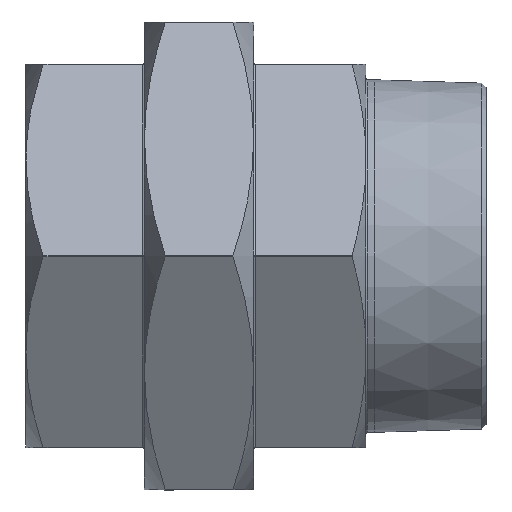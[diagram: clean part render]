
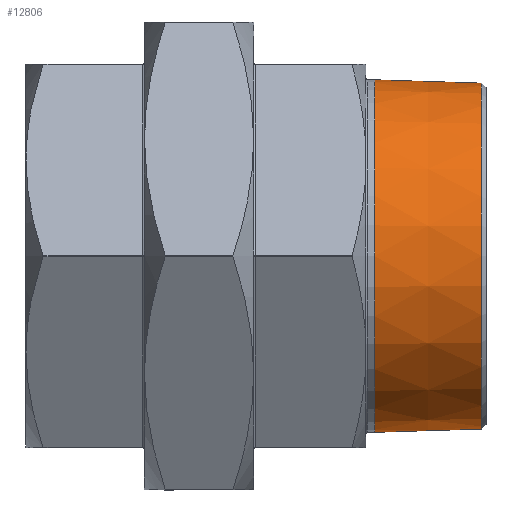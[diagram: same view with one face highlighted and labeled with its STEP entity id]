
A CAD part, front view. The second image highlights one B-rep face of the part: STEP entity #12806.
In plain terms, the highlighted conical face has half-angle 1.79 degrees and reference radius 56.515 mm.
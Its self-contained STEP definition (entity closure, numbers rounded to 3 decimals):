
#1209 = AXIS2_PLACEMENT_3D ( 'NONE', #7411, #7404, #7394 ) ;
#1211 = CONICAL_SURFACE ( 'NONE', #1209, 56.515, 0.031 ) ;
#1542 = EDGE_LOOP ( 'NONE', ( #13218 ) ) ;
#1574 = EDGE_LOOP ( 'NONE', ( #13234 ) ) ;
#7353 = FACE_BOUND ( 'NONE', #1574, .T. ) ;
#7394 = DIRECTION ( 'NONE',  ( 0., 0., 1. ) ) ;
#7404 = DIRECTION ( 'NONE',  ( -1., 0., 0. ) ) ;
#7408 = FACE_OUTER_BOUND ( 'NONE', #1542, .T. ) ;
#7411 = CARTESIAN_POINT ( 'NONE',  ( 56.3, 0., 0. ) ) ;
#9085 = VERTEX_POINT ( 'NONE', #9106 ) ;
#9106 = CARTESIAN_POINT ( 'NONE',  ( 90.52, 0., 55.446 ) ) ;
#9138 = VERTEX_POINT ( 'NONE', #9152 ) ;
#9152 = CARTESIAN_POINT ( 'NONE',  ( 56.3, 0., 56.515 ) ) ;
#9198 = AXIS2_PLACEMENT_3D ( 'NONE', #11592, #11554, #11600 ) ;
#9215 = CIRCLE ( 'NONE', #9198, 55.446 ) ;
#9250 = AXIS2_PLACEMENT_3D ( 'NONE', #11892, #11898, #11906 ) ;
#9260 = CIRCLE ( 'NONE', #9250, 56.515 ) ;
#9983 = EDGE_CURVE ( 'NONE', #9085, #9085, #9215, .T. ) ;
#10016 = EDGE_CURVE ( 'NONE', #9138, #9138, #9260, .T. ) ;
#11554 = DIRECTION ( 'NONE',  ( -1., 0., 0. ) ) ;
#11592 = CARTESIAN_POINT ( 'NONE',  ( 90.52, 0., 0. ) ) ;
#11600 = DIRECTION ( 'NONE',  ( 0., 0., 1. ) ) ;
#11892 = CARTESIAN_POINT ( 'NONE',  ( 56.3, 0., 0. ) ) ;
#11898 = DIRECTION ( 'NONE',  ( -1., 0., 0. ) ) ;
#11906 = DIRECTION ( 'NONE',  ( 0., 0., 1. ) ) ;
#12806 = ADVANCED_FACE ( 'NONE', ( #7353, #7408 ), #1211, .T. ) ;
#13218 = ORIENTED_EDGE ( 'NONE', *, *, #10016, .F. ) ;
#13234 = ORIENTED_EDGE ( 'NONE', *, *, #9983, .T. ) ;
